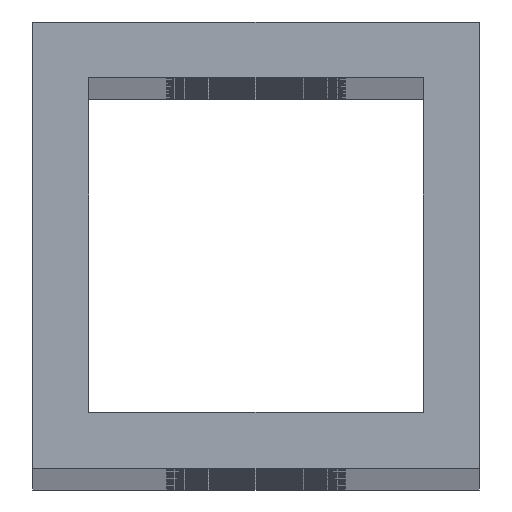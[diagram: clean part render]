
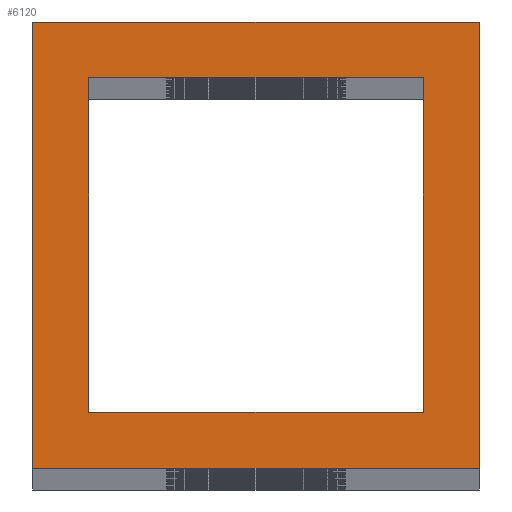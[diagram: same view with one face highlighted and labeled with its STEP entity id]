
A CAD part, top view. The second image highlights one B-rep face of the part: STEP entity #6120.
In plain terms, the highlighted planar face has unit normal (0, 0, 1).
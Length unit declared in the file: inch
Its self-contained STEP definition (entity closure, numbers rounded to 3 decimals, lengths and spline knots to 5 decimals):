
#171 = VERTEX_POINT ( 'NONE', #7825 ) ;
#326 = FACE_BOUND ( 'NONE', #2072, .T. ) ;
#611 = VECTOR ( 'NONE', #6407, 39.37008 ) ;
#619 = ORIENTED_EDGE ( 'NONE', *, *, #4425, .T. ) ;
#631 = EDGE_CURVE ( 'NONE', #8270, #171, #3651, .T. ) ;
#737 = VECTOR ( 'NONE', #4759, 39.37008 ) ;
#841 = CARTESIAN_POINT ( 'NONE',  ( 0.0625, 0.0625, 14. ) ) ;
#847 = LINE ( 'NONE', #6765, #7778 ) ;
#944 = DIRECTION ( 'NONE',  ( 1., 0., 0. ) ) ;
#1672 = CARTESIAN_POINT ( 'NONE',  ( 0.5, 0., 14. ) ) ;
#2072 = EDGE_LOOP ( 'NONE', ( #7944, #6049, #2750, #8060 ) ) ;
#2078 = CARTESIAN_POINT ( 'NONE',  ( 0.4375, 0.4375, 14. ) ) ;
#2088 = CARTESIAN_POINT ( 'NONE',  ( 0., 0., 14. ) ) ;
#2192 = CARTESIAN_POINT ( 'NONE',  ( 0.4375, 0.4375, 14. ) ) ;
#2278 = VERTEX_POINT ( 'NONE', #7939 ) ;
#2339 = ORIENTED_EDGE ( 'NONE', *, *, #8058, .T. ) ;
#2378 = FACE_OUTER_BOUND ( 'NONE', #3763, .T. ) ;
#2454 = DIRECTION ( 'NONE',  ( -1., 0., 0. ) ) ;
#2538 = VECTOR ( 'NONE', #2454, 39.37008 ) ;
#2594 = EDGE_CURVE ( 'NONE', #171, #7678, #3114, .T. ) ;
#2750 = ORIENTED_EDGE ( 'NONE', *, *, #6030, .F. ) ;
#2827 = DIRECTION ( 'NONE',  ( 1., 0., 0. ) ) ;
#2980 = VECTOR ( 'NONE', #2827, 39.37008 ) ;
#3114 = LINE ( 'NONE', #8453, #2538 ) ;
#3651 = LINE ( 'NONE', #1672, #5534 ) ;
#3763 = EDGE_LOOP ( 'NONE', ( #619, #2339, #8102, #5321 ) ) ;
#3773 = VERTEX_POINT ( 'NONE', #8378 ) ;
#3793 = CARTESIAN_POINT ( 'NONE',  ( 0.0625, 0.4375, 14. ) ) ;
#3834 = DIRECTION ( 'NONE',  ( 0., 1., 0. ) ) ;
#4264 = CARTESIAN_POINT ( 'NONE',  ( 0.0625, 0.4375, 14. ) ) ;
#4362 = EDGE_CURVE ( 'NONE', #3773, #6122, #6839, .T. ) ;
#4425 = EDGE_CURVE ( 'NONE', #7678, #6377, #8086, .T. ) ;
#4521 = VECTOR ( 'NONE', #4750, 39.37008 ) ;
#4750 = DIRECTION ( 'NONE',  ( 0., 1., 0. ) ) ;
#4759 = DIRECTION ( 'NONE',  ( 0., -1., 0. ) ) ;
#4902 = EDGE_CURVE ( 'NONE', #7311, #2278, #4919, .T. ) ;
#4919 = LINE ( 'NONE', #4264, #611 ) ;
#5055 = DIRECTION ( 'NONE',  ( -1., 0., 0. ) ) ;
#5220 = AXIS2_PLACEMENT_3D ( 'NONE', #7674, #5742, #5055 ) ;
#5321 = ORIENTED_EDGE ( 'NONE', *, *, #2594, .T. ) ;
#5434 = CARTESIAN_POINT ( 'NONE',  ( 0., 0., 14. ) ) ;
#5534 = VECTOR ( 'NONE', #3834, 39.37008 ) ;
#5742 = DIRECTION ( 'NONE',  ( 0., 0., -1. ) ) ;
#6030 = EDGE_CURVE ( 'NONE', #6122, #7311, #8076, .T. ) ;
#6049 = ORIENTED_EDGE ( 'NONE', *, *, #4902, .F. ) ;
#6066 = CARTESIAN_POINT ( 'NONE',  ( 0.5, 0., 14. ) ) ;
#6120 = ADVANCED_FACE ( 'NONE', ( #2378, #326 ), #6918, .F. ) ;
#6122 = VERTEX_POINT ( 'NONE', #7008 ) ;
#6377 = VERTEX_POINT ( 'NONE', #5434 ) ;
#6407 = DIRECTION ( 'NONE',  ( -1., 0., 0. ) ) ;
#6518 = VECTOR ( 'NONE', #8477, 39.37008 ) ;
#6765 = CARTESIAN_POINT ( 'NONE',  ( 0., 0., 14. ) ) ;
#6839 = LINE ( 'NONE', #841, #2980 ) ;
#6857 = CARTESIAN_POINT ( 'NONE',  ( 0., 0.5, 14. ) ) ;
#6918 = PLANE ( 'NONE',  #5220 ) ;
#7008 = CARTESIAN_POINT ( 'NONE',  ( 0.4375, 0.0625, 14. ) ) ;
#7311 = VERTEX_POINT ( 'NONE', #2192 ) ;
#7674 = CARTESIAN_POINT ( 'NONE',  ( 0., 0., 14. ) ) ;
#7678 = VERTEX_POINT ( 'NONE', #6857 ) ;
#7778 = VECTOR ( 'NONE', #944, 39.37008 ) ;
#7825 = CARTESIAN_POINT ( 'NONE',  ( 0.5, 0.5, 14. ) ) ;
#7939 = CARTESIAN_POINT ( 'NONE',  ( 0.0625, 0.4375, 14. ) ) ;
#7944 = ORIENTED_EDGE ( 'NONE', *, *, #8195, .F. ) ;
#8058 = EDGE_CURVE ( 'NONE', #6377, #8270, #847, .T. ) ;
#8060 = ORIENTED_EDGE ( 'NONE', *, *, #4362, .F. ) ;
#8076 = LINE ( 'NONE', #2078, #4521 ) ;
#8086 = LINE ( 'NONE', #2088, #737 ) ;
#8102 = ORIENTED_EDGE ( 'NONE', *, *, #631, .T. ) ;
#8195 = EDGE_CURVE ( 'NONE', #2278, #3773, #8392, .T. ) ;
#8270 = VERTEX_POINT ( 'NONE', #6066 ) ;
#8378 = CARTESIAN_POINT ( 'NONE',  ( 0.0625, 0.0625, 14. ) ) ;
#8392 = LINE ( 'NONE', #3793, #6518 ) ;
#8453 = CARTESIAN_POINT ( 'NONE',  ( 0., 0.5, 14. ) ) ;
#8477 = DIRECTION ( 'NONE',  ( 0., -1., 0. ) ) ;
